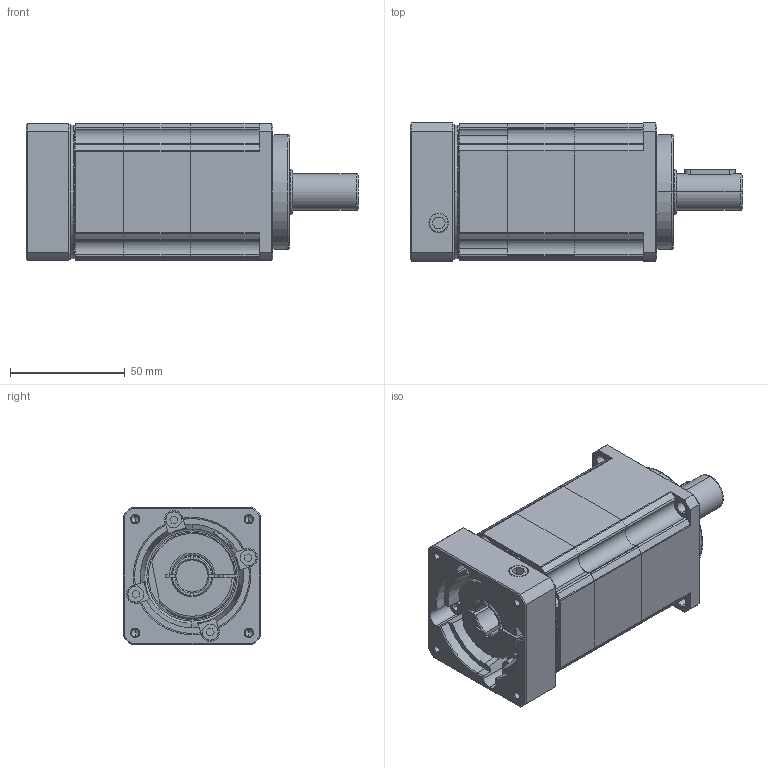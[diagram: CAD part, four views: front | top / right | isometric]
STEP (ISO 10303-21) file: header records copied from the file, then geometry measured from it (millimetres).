
FILE_DESCRIPTION (( 'STEP AP203' ), '1' );
FILE_NAME ('PGH60-L2-14-50-70-M4-A16.STEP', '2023-12-09T03:06:43', ( '' ), ( '' ), 'SwSTEP 2.0', 'SolidWorks 2018', '' );
FILE_SCHEMA (( 'CONFIG_CONTROL_DESIGN' ));
Length unit declared in the file: millimetre
Products named in the file (1): PGH60-L2-14-50-70-M4-A16
Bounding box: 144.5 x 60 x 60 mm (x, y, z)
Volume: 343872.8 mm3; surface area: 72990.3 mm2
Topology: 19 solids, 19 shells, 553 faces, 1363 edges, 868 vertices
Faces by surface type: cylinder 233, plane 205, cone 68, torus 47
Entity records: 16892 total; most frequent: CARTESIAN_POINT 3305, DIRECTION 3027, ORIENTED_EDGE 2706, EDGE_CURVE 1353, AXIS2_PLACEMENT_3D 1192, VERTEX_POINT 868, LINE 643, VECTOR 643
